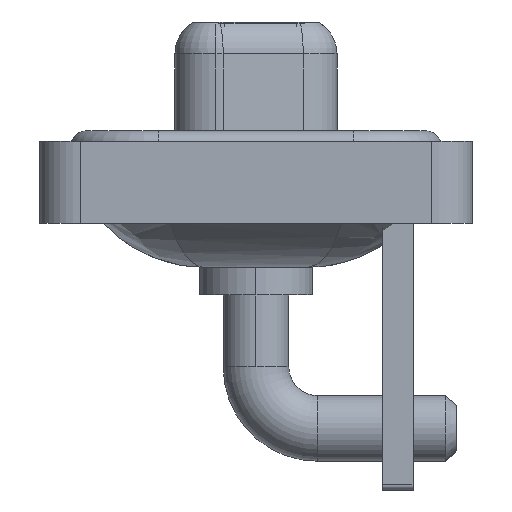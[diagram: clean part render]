
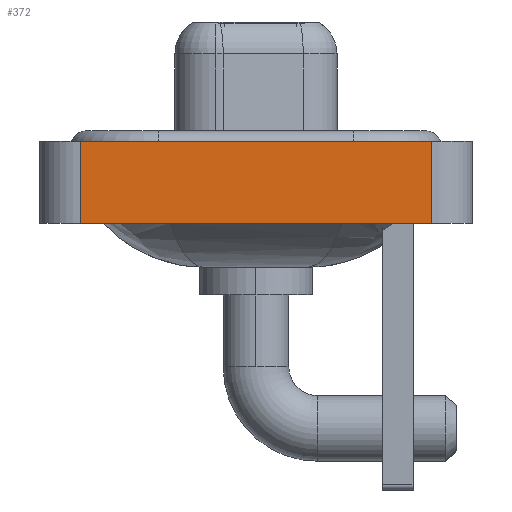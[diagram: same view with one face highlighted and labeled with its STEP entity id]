
A CAD part, left-side view. The second image highlights one B-rep face of the part: STEP entity #372.
In plain terms, the highlighted planar face has unit normal (-1, 0, 0).
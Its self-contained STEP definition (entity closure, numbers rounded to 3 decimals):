
#372 = ADVANCED_FACE ( 'NONE', ( #16688 ), #13886, .T. ) ;
#1279 = CARTESIAN_POINT ( 'NONE',  ( -7.35, -8.55, -3.6 ) ) ;
#2578 = LINE ( 'NONE', #1279, #12673 ) ;
#3892 = DIRECTION ( 'NONE',  ( 0., -1., 0. ) ) ;
#3906 = VERTEX_POINT ( 'NONE', #3973 ) ;
#3972 = EDGE_CURVE ( 'NONE', #3906, #4981, #16039, .T. ) ;
#3973 = CARTESIAN_POINT ( 'NONE',  ( -7.35, 8.55, -3.6 ) ) ;
#4981 = VERTEX_POINT ( 'NONE', #9704 ) ;
#5326 = ORIENTED_EDGE ( 'NONE', *, *, #3972, .T. ) ;
#5363 = VERTEX_POINT ( 'NONE', #16416 ) ;
#5667 = CARTESIAN_POINT ( 'NONE',  ( -7.35, -8.55, -3.6 ) ) ;
#6542 = EDGE_CURVE ( 'NONE', #16084, #5363, #15561, .T. ) ;
#6597 = CARTESIAN_POINT ( 'NONE',  ( -7.35, 8.55, 0.4 ) ) ;
#6640 = EDGE_LOOP ( 'NONE', ( #11226, #16315, #9761, #5326 ) ) ;
#6736 = VECTOR ( 'NONE', #15461, 1000. ) ;
#6862 = CARTESIAN_POINT ( 'NONE',  ( -7.35, -8.55, -3.6 ) ) ;
#7015 = CARTESIAN_POINT ( 'NONE',  ( -7.35, 8.55, -3.6 ) ) ;
#8457 = DIRECTION ( 'NONE',  ( 0., 0., 1. ) ) ;
#9061 = EDGE_CURVE ( 'NONE', #3906, #16084, #13592, .T. ) ;
#9704 = CARTESIAN_POINT ( 'NONE',  ( -7.35, -8.55, -3.6 ) ) ;
#9761 = ORIENTED_EDGE ( 'NONE', *, *, #9061, .F. ) ;
#11226 = ORIENTED_EDGE ( 'NONE', *, *, #15552, .T. ) ;
#12235 = AXIS2_PLACEMENT_3D ( 'NONE', #5667, #12503, #8457 ) ;
#12490 = VECTOR ( 'NONE', #3892, 1000. ) ;
#12503 = DIRECTION ( 'NONE',  ( -1., 0., 0. ) ) ;
#12673 = VECTOR ( 'NONE', #13162, 1000. ) ;
#13162 = DIRECTION ( 'NONE',  ( 0., 0., 1. ) ) ;
#13592 = LINE ( 'NONE', #7015, #17086 ) ;
#13886 = PLANE ( 'NONE',  #12235 ) ;
#15461 = DIRECTION ( 'NONE',  ( 0., -1., 0. ) ) ;
#15552 = EDGE_CURVE ( 'NONE', #4981, #5363, #2578, .T. ) ;
#15561 = LINE ( 'NONE', #16773, #6736 ) ;
#16039 = LINE ( 'NONE', #6862, #12490 ) ;
#16084 = VERTEX_POINT ( 'NONE', #6597 ) ;
#16289 = DIRECTION ( 'NONE',  ( 0., 0., 1. ) ) ;
#16315 = ORIENTED_EDGE ( 'NONE', *, *, #6542, .F. ) ;
#16416 = CARTESIAN_POINT ( 'NONE',  ( -7.35, -8.55, 0.4 ) ) ;
#16688 = FACE_OUTER_BOUND ( 'NONE', #6640, .T. ) ;
#16773 = CARTESIAN_POINT ( 'NONE',  ( -7.35, -8.55, 0.4 ) ) ;
#17086 = VECTOR ( 'NONE', #16289, 1000. ) ;
